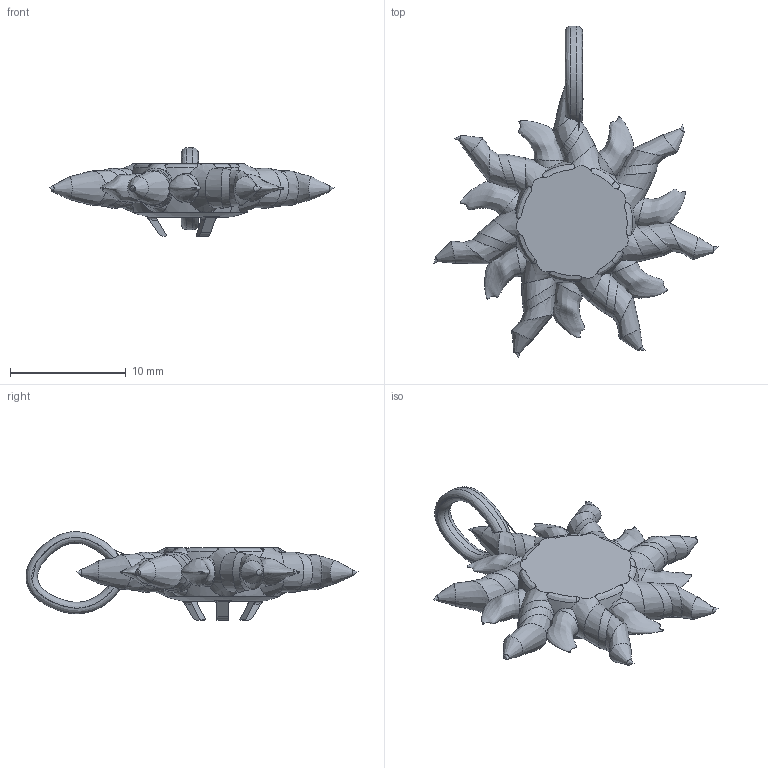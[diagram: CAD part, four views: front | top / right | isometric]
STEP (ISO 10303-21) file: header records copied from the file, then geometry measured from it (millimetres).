
FILE_DESCRIPTION(/* description */ (''),/* implementation_level */ '2;1');
FILE_NAME(/* name */ 'SunStone_Holder v23.step',/* time_stamp */ '2021-03-25T19:18:59-07:00',/* author */ (''),/* organization */ (''),/* preprocessor_version */ 'ST-DEVELOPER v18.1',/* originating_system */ 'Autodesk Translation Framework v9.10.0.1330',/* authorisation */ '');
FILE_SCHEMA (('AUTOMOTIVE_DESIGN { 1 0 10303 214 3 1 1 }'));
Length unit declared in the file: millimetre
Products named in the file (1): SunStone_Holder
Bounding box: 24.59 x 28.7 x 7.66 mm (x, y, z)
Volume: 699.2 mm3; surface area: 1035.1 mm2
Topology: 2 solids, 2 shells, 159 faces, 580 edges, 406 vertices
Faces by surface type: bspline 126, plane 28, cylinder 5
Full cylindrical faces by diameter (mm): 5.3 x2
Entity records: 20142 total; most frequent: CARTESIAN_POINT 16007, ORIENTED_EDGE 1146, EDGE_CURVE 573, DIRECTION 489, VERTEX_POINT 406, B_SPLINE_CURVE_WITH_KNOTS 334, AXIS2_PLACEMENT_3D 217, CIRCLE 183
